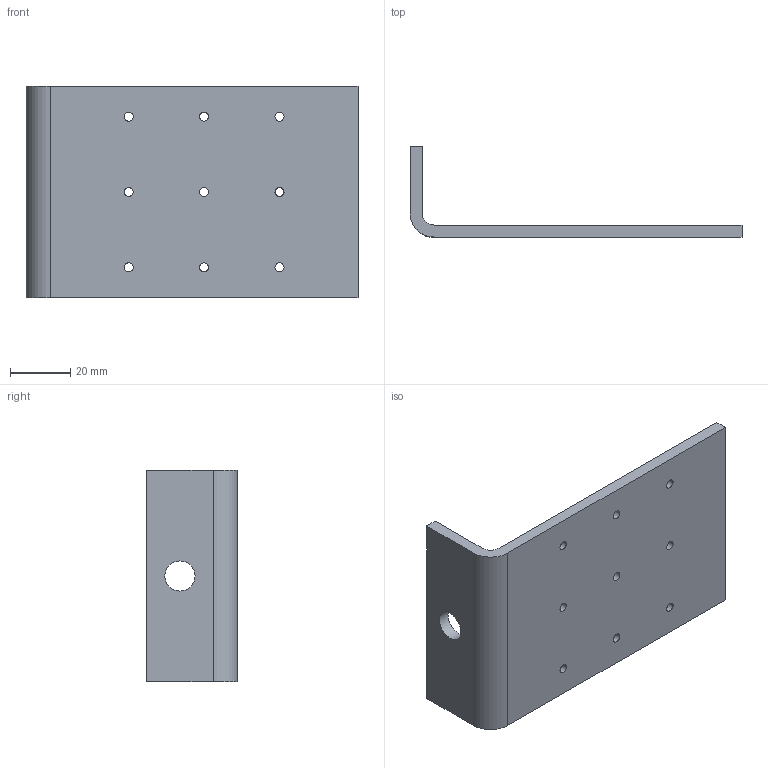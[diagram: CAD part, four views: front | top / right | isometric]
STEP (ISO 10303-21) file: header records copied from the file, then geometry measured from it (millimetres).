
FILE_DESCRIPTION( ( 'STEP AP214' ), ' ' );
FILE_NAME( 'L_Bracket_-_70-4-30_1_10_0-110_3_3_25.stp', '2017-03-30T05:07:47', ( '' ), ( '' ), ' ', 'PARTsolutions', ' ' );
FILE_SCHEMA( ( 'AUTOMOTIVE_DESIGN { 1 0 10303 214 1 1 1 1 }' ) );
Length unit declared in the file: millimetre
Products named in the file (1): _L Bracket - 70-4-30/1/10/0-110/3/3/25
Bounding box: 110 x 30 x 70 mm (x, y, z)
Volume: 36790.3 mm3; surface area: 20487.5 mm2
Topology: 1 solids, 1 shells, 20 faces, 54 edges, 36 vertices
Faces by surface type: cylinder 12, plane 8
Full cylindrical faces by diameter (mm): 3 x9, 10 x1
Entity records: 808 total; most frequent: DIRECTION 110, CARTESIAN_POINT 101, ORIENTED_EDGE 88, EDGE_LOOP 50, AXIS2_PLACEMENT_3D 45, EDGE_CURVE 44, VERTEX_POINT 36, FACE_OUTER_BOUND 30
